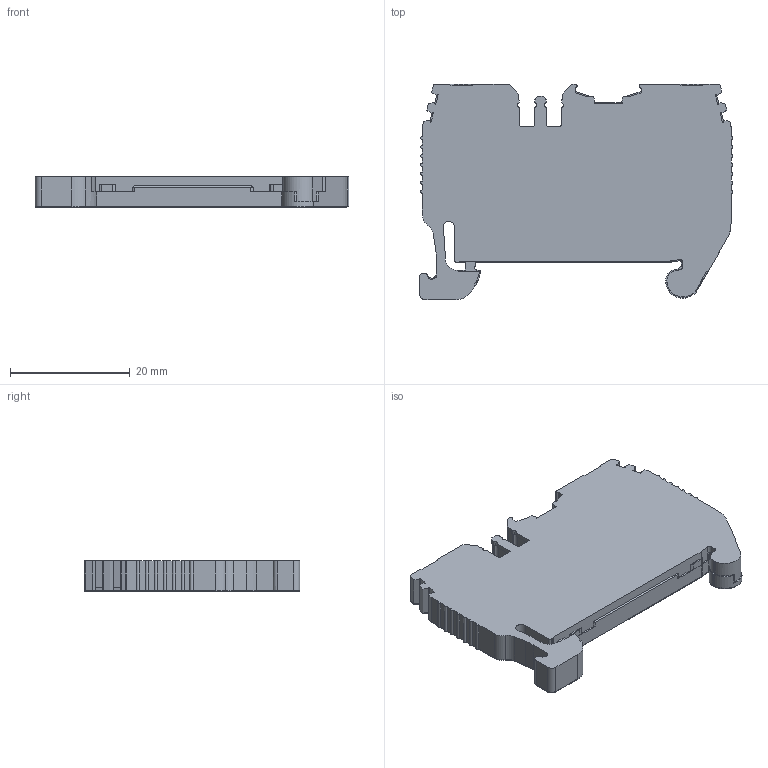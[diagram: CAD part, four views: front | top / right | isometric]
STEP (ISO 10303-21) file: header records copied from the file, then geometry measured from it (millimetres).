
FILE_DESCRIPTION (( 'STEP AP203' ), '1' );
FILE_NAME ('KN-PG25-25.step', '2025-04-29T14:30:42', ( '' ), ( '' ), 'SwSTEP 2.0', 'SolidWorks 2024', '' );
FILE_SCHEMA (( 'CONFIG_CONTROL_DESIGN' ));
Length unit declared in the file: millimetre
Products named in the file (1): KN-PG25-25
Bounding box: 52.48 x 36.07 x 5.15 mm (x, y, z)
Volume: 7630.8 mm3; surface area: 4324 mm2
Topology: 1 solids, 1 shells, 634 faces, 1839 edges, 1206 vertices
Faces by surface type: plane 336, cylinder 261, bspline 27, cone 6, torus 4
Entity records: 21408 total; most frequent: CARTESIAN_POINT 4447, ORIENTED_EDGE 3662, DIRECTION 3494, EDGE_CURVE 1831, LINE 1206, VERTEX_POINT 1206, VECTOR 1206, AXIS2_PLACEMENT_3D 1144
